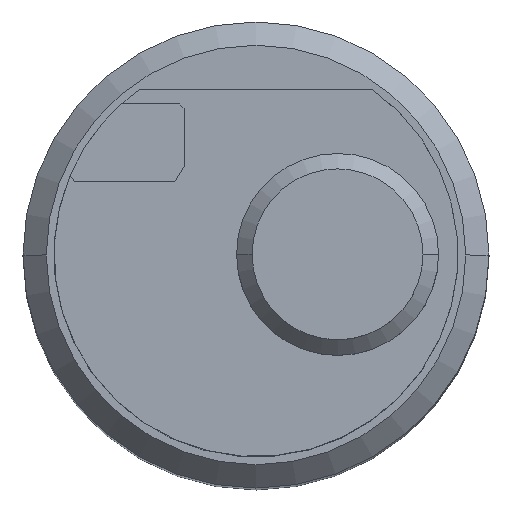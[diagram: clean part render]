
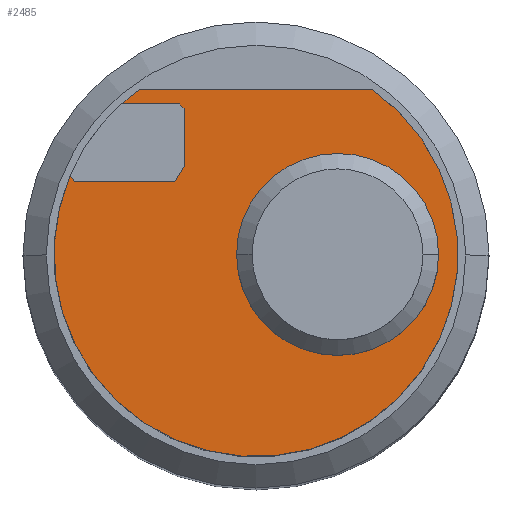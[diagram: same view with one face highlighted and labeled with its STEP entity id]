
A CAD part, top view. The second image highlights one B-rep face of the part: STEP entity #2485.
In plain terms, the highlighted planar face has unit normal (0, 0, 1).
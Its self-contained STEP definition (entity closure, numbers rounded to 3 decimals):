
#659=CARTESIAN_POINT('',(0.,0.,88.5));
#660=DIRECTION('',(0.,0.,1.));
#661=DIRECTION('',(-0.577,0.817,0.));
#662=AXIS2_PLACEMENT_3D('',#659,#660,#661);
#674=DIRECTION('',(-0.551,0.834,0.));
#675=VECTOR('',#674,0.501);
#676=CARTESIAN_POINT('',(-11.681,4.684,88.5));
#677=LINE('',#676,#675);
#738=DIRECTION('',(0.707,-0.707,0.));
#739=VECTOR('',#738,0.424);
#740=CARTESIAN_POINT('',(-4.927,9.684,88.5));
#741=LINE('',#740,#739);
#759=CARTESIAN_POINT('',(5.25,0.,88.5));
#760=DIRECTION('',(0.,0.,1.));
#761=DIRECTION('',(-1.,0.,0.));
#762=AXIS2_PLACEMENT_3D('',#759,#760,#761);
#767=CARTESIAN_POINT('',(5.25,0.,88.5));
#768=DIRECTION('',(0.,0.,1.));
#769=DIRECTION('',(1.,0.,0.));
#770=AXIS2_PLACEMENT_3D('',#767,#768,#769);
#775=CARTESIAN_POINT('',(0.,0.,88.5));
#776=DIRECTION('',(0.,0.,-1.));
#777=DIRECTION('',(0.577,0.817,0.));
#778=AXIS2_PLACEMENT_3D('',#775,#776,#777);
#783=DIRECTION('',(1.,0.,0.));
#784=VECTOR('',#783,6.454);
#785=CARTESIAN_POINT('',(-11.681,4.684,88.5));
#786=LINE('',#785,#784);
#790=DIRECTION('',(0.,1.,0.));
#791=VECTOR('',#790,3.7);
#792=CARTESIAN_POINT('',(-4.627,5.684,88.5));
#793=LINE('',#792,#791);
#797=DIRECTION('',(-1.,0.,0.));
#798=VECTOR('',#797,3.746);
#799=CARTESIAN_POINT('',(-4.927,9.684,88.5));
#800=LINE('',#799,#798);
#804=DIRECTION('',(1.,0.,0.));
#805=VECTOR('',#804,15.);
#806=CARTESIAN_POINT('',(-7.5,10.618,88.5));
#807=LINE('',#806,#805);
#1007=DIRECTION('',(-0.514,-0.857,0.));
#1008=VECTOR('',#1007,1.166);
#1009=CARTESIAN_POINT('',(-4.627,5.684,88.5));
#1010=LINE('',#1009,#1008);
#1542=CARTESIAN_POINT('',(-7.5,10.618,88.5));
#1543=CARTESIAN_POINT('',(7.5,10.618,88.5));
#1544=VERTEX_POINT('',#1542);
#1545=VERTEX_POINT('',#1543);
#1550=CARTESIAN_POINT('',(-0.55,0.,88.5));
#1551=CARTESIAN_POINT('',(11.05,0.,88.5));
#1552=VERTEX_POINT('',#1550);
#1553=VERTEX_POINT('',#1551);
#1558=CARTESIAN_POINT('',(-8.673,9.684,88.5));
#1559=VERTEX_POINT('',#1558);
#1563=CARTESIAN_POINT('',(-5.227,4.684,88.5));
#1565=VERTEX_POINT('',#1563);
#1568=CARTESIAN_POINT('',(-4.627,5.684,88.5));
#1569=VERTEX_POINT('',#1568);
#1571=CARTESIAN_POINT('',(-4.627,9.384,88.5));
#1573=VERTEX_POINT('',#1571);
#1576=CARTESIAN_POINT('',(-4.927,9.684,88.5));
#1577=VERTEX_POINT('',#1576);
#1675=CARTESIAN_POINT('',(-11.957,5.101,88.5));
#1677=VERTEX_POINT('',#1675);
#1680=CARTESIAN_POINT('',(-11.681,4.684,88.5));
#1681=VERTEX_POINT('',#1680);
#2460=CARTESIAN_POINT('',(0.,0.,88.5));
#2461=DIRECTION('',(0.,0.,1.));
#2462=DIRECTION('',(1.,0.,0.));
#2463=AXIS2_PLACEMENT_3D('',#2460,#2461,#2462);
#2464=PLANE('',#2463);
#2465=ORIENTED_EDGE('',*,*,#2367,.T.);
#2466=ORIENTED_EDGE('',*,*,#2393,.F.);
#2468=ORIENTED_EDGE('',*,*,#2467,.T.);
#2470=ORIENTED_EDGE('',*,*,#2469,.F.);
#2471=ORIENTED_EDGE('',*,*,#2452,.T.);
#2472=ORIENTED_EDGE('',*,*,#2441,.F.);
#2473=ORIENTED_EDGE('',*,*,#2427,.T.);
#2474=ORIENTED_EDGE('',*,*,#2374,.F.);
#2476=ORIENTED_EDGE('',*,*,#2475,.T.);
#2477=EDGE_LOOP('',(#2465,#2466,#2468,#2470,#2471,#2472,#2473,#2474,#2476));
#2478=FACE_OUTER_BOUND('',#2477,.F.);
#2480=ORIENTED_EDGE('',*,*,#2479,.T.);
#2482=ORIENTED_EDGE('',*,*,#2481,.T.);
#2483=EDGE_LOOP('',(#2480,#2482));
#2484=FACE_BOUND('',#2483,.F.);
#2485=ADVANCED_FACE('',(#2478,#2484),#2464,.T.);
#663=CIRCLE('',#662,13.);
#763=CIRCLE('',#762,5.8);
#771=CIRCLE('',#770,5.8);
#779=CIRCLE('',#778,13.);
#2367=EDGE_CURVE('',#1545,#1677,#779,.T.);
#2374=EDGE_CURVE('',#1544,#1559,#663,.T.);
#2393=EDGE_CURVE('',#1681,#1677,#677,.T.);
#2427=EDGE_CURVE('',#1577,#1559,#800,.T.);
#2441=EDGE_CURVE('',#1577,#1573,#741,.T.);
#2452=EDGE_CURVE('',#1569,#1573,#793,.T.);
#2467=EDGE_CURVE('',#1681,#1565,#786,.T.);
#2469=EDGE_CURVE('',#1569,#1565,#1010,.T.);
#2475=EDGE_CURVE('',#1544,#1545,#807,.T.);
#2479=EDGE_CURVE('',#1552,#1553,#763,.T.);
#2481=EDGE_CURVE('',#1553,#1552,#771,.T.);
